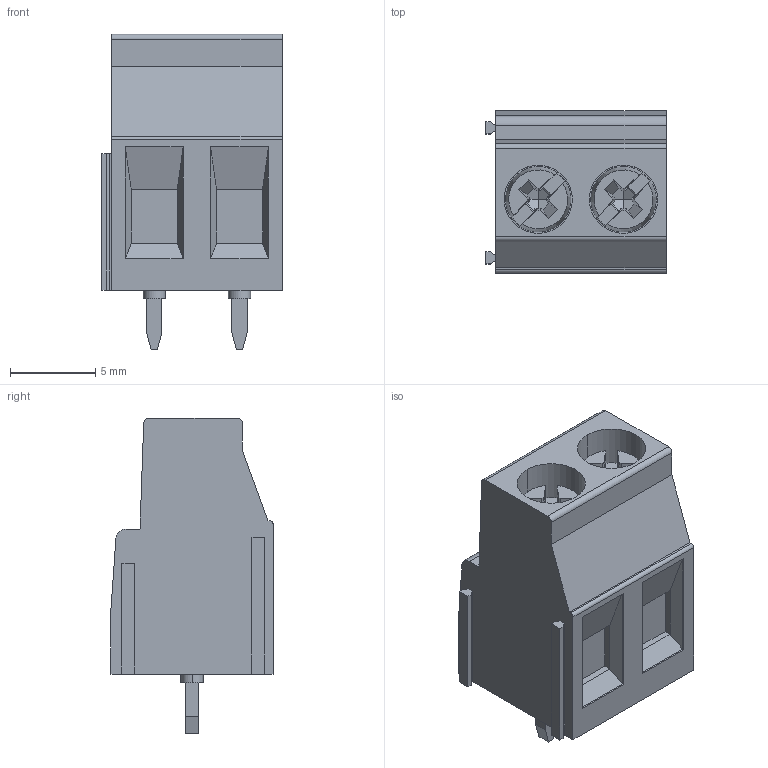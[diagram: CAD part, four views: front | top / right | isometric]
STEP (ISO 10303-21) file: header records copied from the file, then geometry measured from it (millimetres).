
FILE_DESCRIPTION(('Creo Elements/Direct Modeling STEP Export'),'2;1');
FILE_NAME('model.stp','2017-05-19T 8:11:10',(''),(''),'Creo Elements/Direct Modeling STEP processor for AP214 (Solid Model)','Creo Elements/Direct Modeling 18.1I 14-Aug-2016 (C) Parametric Technology GmbH','');
FILE_SCHEMA(('AUTOMOTIVE_DESIGN { 1 0 10303 214 1 1 1 1 }'));
Length unit declared in the file: millimetre
Products named in the file (3): mkdsn_2.5-2-ht_bk; Bohrloch; MKDSN_2.5-2-HT-BK
Assembly tree (3 placements, depth 2):
  MKDSN_2.5-2-HT-BK
    Bohrloch  x2
    mkdsn_2.5-2-ht_bk
Bounding box: 10.57 x 9.5 x 18.5 mm (x, y, z)
Volume: 1145 mm3; surface area: 957 mm2
Topology: 3 solids, 3 shells, 258 faces, 670 edges, 430 vertices
Faces by surface type: plane 219, cylinder 31, cone 8
Entity records: 9608 total; most frequent: CARTESIAN_POINT 1391, ORIENTED_EDGE 1328, DIRECTION 1168, EDGE_CURVE 664, VECTOR 554, LINE 554, VERTEX_POINT 426, AXIS2_PLACEMENT_3D 307
